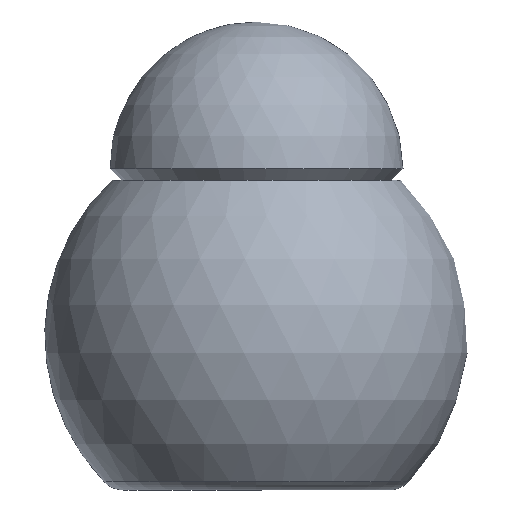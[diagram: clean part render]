
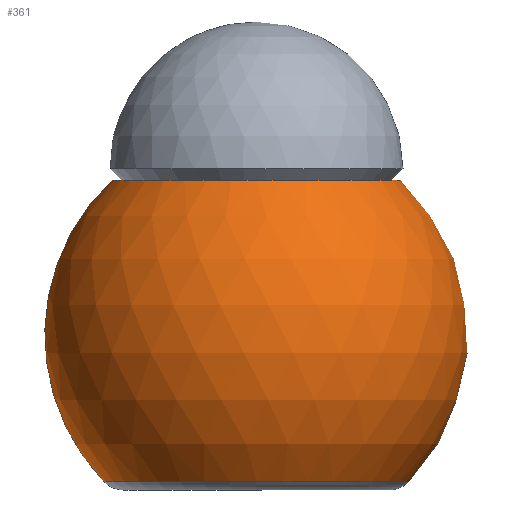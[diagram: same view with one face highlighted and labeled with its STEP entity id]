
A CAD part, front view. The second image highlights one B-rep face of the part: STEP entity #361.
In plain terms, the highlighted spherical face has radius 77.868 mm.
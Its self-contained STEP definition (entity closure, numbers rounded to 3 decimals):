
#40=SPHERICAL_SURFACE('',#482,77.868);
#59=FACE_OUTER_BOUND('',#80,.T.);
#80=EDGE_LOOP('',(#296,#297,#298,#299,#300,#301,#302));
#89=CIRCLE('',#442,52.993);
#90=CIRCLE('',#443,52.993);
#117=CIRCLE('',#479,56.114);
#118=CIRCLE('',#480,56.114);
#119=CIRCLE('',#481,56.114);
#120=CIRCLE('',#483,77.868);
#141=VERTEX_POINT('',#669);
#142=VERTEX_POINT('',#670);
#164=VERTEX_POINT('',#728);
#165=VERTEX_POINT('',#730);
#166=VERTEX_POINT('',#732);
#185=EDGE_CURVE('',#141,#142,#89,.T.);
#186=EDGE_CURVE('',#142,#141,#90,.T.);
#213=EDGE_CURVE('',#165,#164,#117,.T.);
#214=EDGE_CURVE('',#166,#165,#118,.T.);
#215=EDGE_CURVE('',#164,#166,#119,.T.);
#216=EDGE_CURVE('',#142,#166,#120,.T.);
#296=ORIENTED_EDGE('',*,*,#185,.F.);
#297=ORIENTED_EDGE('',*,*,#186,.F.);
#298=ORIENTED_EDGE('',*,*,#216,.T.);
#299=ORIENTED_EDGE('',*,*,#214,.T.);
#300=ORIENTED_EDGE('',*,*,#213,.T.);
#301=ORIENTED_EDGE('',*,*,#215,.T.);
#302=ORIENTED_EDGE('',*,*,#216,.F.);
#361=ADVANCED_FACE('',(#59),#40,.T.);
#442=AXIS2_PLACEMENT_3D('',#671,#520,#521);
#443=AXIS2_PLACEMENT_3D('',#672,#522,#523);
#479=AXIS2_PLACEMENT_3D('',#731,#594,#595);
#480=AXIS2_PLACEMENT_3D('',#733,#596,#597);
#481=AXIS2_PLACEMENT_3D('',#734,#598,#599);
#482=AXIS2_PLACEMENT_3D('',#735,#600,#601);
#483=AXIS2_PLACEMENT_3D('',#736,#602,#603);
#520=DIRECTION('center_axis',(0.,0.,
1.));
#521=DIRECTION('ref_axis',(-0.581,-0.814,0.));
#522=DIRECTION('center_axis',(0.,0.,
1.));
#523=DIRECTION('ref_axis',(-0.581,-0.814,0.));
#594=DIRECTION('center_axis',(0.,0.,
1.));
#595=DIRECTION('ref_axis',(-0.581,-0.814,0.));
#596=DIRECTION('center_axis',(0.,0.,
1.));
#597=DIRECTION('ref_axis',(-0.581,-0.814,0.));
#598=DIRECTION('center_axis',(0.,0.,
1.));
#599=DIRECTION('ref_axis',(-0.581,-0.814,0.));
#600=DIRECTION('center_axis',(0.,0.,1.));
#601=DIRECTION('ref_axis',(1.,0.,0.));
#602=DIRECTION('center_axis',(0.,-1.,0.));
#603=DIRECTION('ref_axis',(-1.,0.,0.));
#669=CARTESIAN_POINT('',(0.,-52.993,57.054));
#670=CARTESIAN_POINT('',(-52.993,0.,57.054));
#671=CARTESIAN_POINT('Origin',(0.,0.,
57.054));
#672=CARTESIAN_POINT('Origin',(0.,0.,
57.054));
#728=CARTESIAN_POINT('',(56.114,0.,-53.987));
#730=CARTESIAN_POINT('',(0.,-56.114,-53.987));
#731=CARTESIAN_POINT('Origin',(0.,0.,
-53.987));
#732=CARTESIAN_POINT('',(-56.114,0.,-53.987));
#733=CARTESIAN_POINT('Origin',(0.,0.,
-53.987));
#734=CARTESIAN_POINT('Origin',(0.,0.,
-53.987));
#735=CARTESIAN_POINT('Origin',(0.,0.,
0.));
#736=CARTESIAN_POINT('Origin',(0.,0.,
0.));
